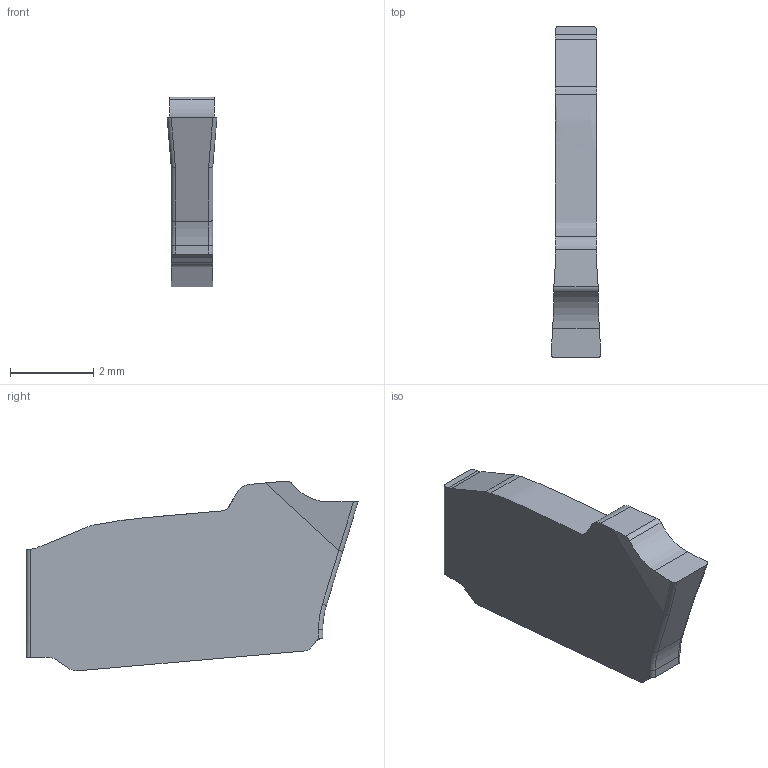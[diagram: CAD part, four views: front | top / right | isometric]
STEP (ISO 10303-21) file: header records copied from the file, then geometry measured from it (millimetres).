
FILE_DESCRIPTION(/* description */ (''),/* implementation_level */ '2;1');
FILE_NAME(/* name */ 'aaa337600_a.stp',/* time_stamp */ '2019-09-26T15:07:38+02:00',/* author */ (''),/* organization */ ('SMS'),/* preprocessor_version */ 'ST-DEVELOPER v16.7',/* originating_system */ 'SIEMENS PLM Software NX 12.0',/* authorisation */ '');
FILE_SCHEMA (('AUTOMOTIVE_DESIGN { 1 0 10303 214 3 1 1 1 }'));
Length unit declared in the file: millimetre
Products named in the file (1): AAA337600_A
Bounding box: 1.2 x 8 x 4.57 mm (x, y, z)
Volume: 26.6 mm3; surface area: 74.9 mm2
Topology: 1 solids, 1 shells, 36 faces, 99 edges, 67 vertices
Faces by surface type: cylinder 17, plane 15, torus 2, extrusion 2
Entity records: 1375 total; most frequent: CARTESIAN_POINT 379, DIRECTION 204, ORIENTED_EDGE 196, EDGE_CURVE 98, AXIS2_PLACEMENT_3D 72, VERTEX_POINT 64, VECTOR 60, LINE 58
